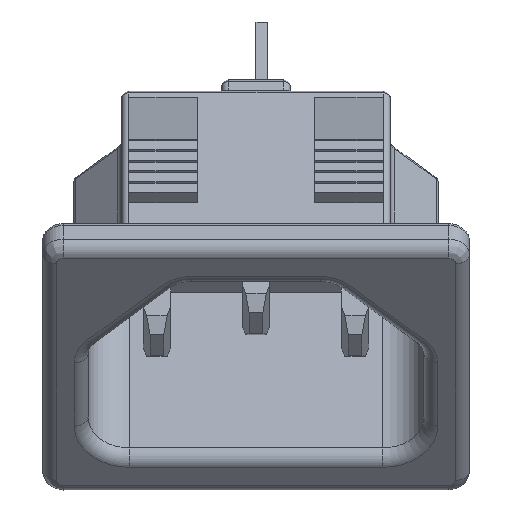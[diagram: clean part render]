
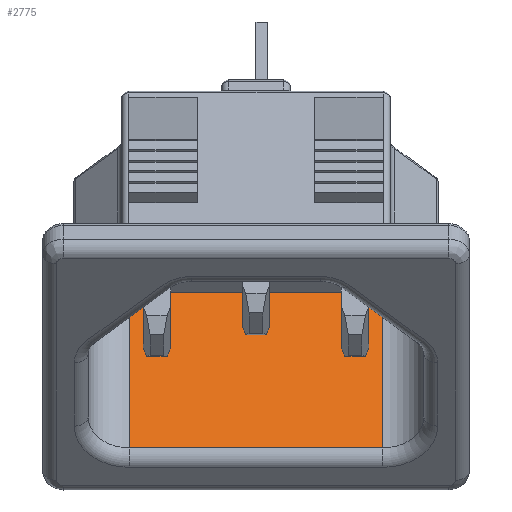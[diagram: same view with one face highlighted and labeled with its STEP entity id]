
A CAD part, left-side view. The second image highlights one B-rep face of the part: STEP entity #2775.
In plain terms, the highlighted planar face has unit normal (-0.663, 0, 0.749).
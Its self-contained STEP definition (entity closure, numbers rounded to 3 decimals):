
#2775=ADVANCED_FACE('',(#3224),#3055,.F.);
#3055=PLANE('',#7567);
#3224=FACE_OUTER_BOUND('',#3545,.T.);
#3545=EDGE_LOOP('',(#4618,#4619,#4620,#4621));
#4618=ORIENTED_EDGE('',*,*,#6146,.F.);
#4619=ORIENTED_EDGE('',*,*,#6147,.T.);
#4620=ORIENTED_EDGE('',*,*,#6148,.T.);
#4621=ORIENTED_EDGE('',*,*,#6113,.F.);
#5527=VERTEX_POINT('',#10531);
#5528=VERTEX_POINT('',#10533);
#5547=VERTEX_POINT('',#10597);
#5548=VERTEX_POINT('',#10601);
#6113=EDGE_CURVE('',#5527,#5528,#6767,.T.);
#6146=EDGE_CURVE('',#5547,#5527,#6790,.T.);
#6147=EDGE_CURVE('',#5547,#5548,#6791,.T.);
#6148=EDGE_CURVE('',#5548,#5528,#6792,.T.);
#6767=LINE('',#10532,#7264);
#6790=LINE('',#10598,#7287);
#6791=LINE('',#10600,#7288);
#6792=LINE('',#10602,#7289);
#7264=VECTOR('',#8750,1.);
#7287=VECTOR('',#8819,1.);
#7288=VECTOR('',#8822,1.);
#7289=VECTOR('',#8823,1.);
#7567=AXIS2_PLACEMENT_3D('',#10603,#8824,#8825);
#8750=DIRECTION('',(0.,-1.,0.));
#8819=DIRECTION('',(0.749,0.,0.663));
#8822=DIRECTION('',(0.,-1.,0.));
#8823=DIRECTION('',(0.749,0.,0.663));
#8824=DIRECTION('',(0.663,0.,-0.749));
#8825=DIRECTION('',(-0.749,0.,-0.663));
#10531=CARTESIAN_POINT('',(-65.332,189.05,96.903));
#10532=CARTESIAN_POINT('',(-65.332,189.05,96.903));
#10533=CARTESIAN_POINT('',(-65.332,170.65,96.903));
#10597=CARTESIAN_POINT('',(-78.065,189.05,85.639));
#10598=CARTESIAN_POINT('',(-78.814,189.05,84.976));
#10600=CARTESIAN_POINT('',(-78.065,189.05,85.639));
#10601=CARTESIAN_POINT('',(-78.065,170.65,85.639));
#10602=CARTESIAN_POINT('',(-78.814,170.65,84.976));
#10603=CARTESIAN_POINT('',(-78.814,189.05,84.976));
